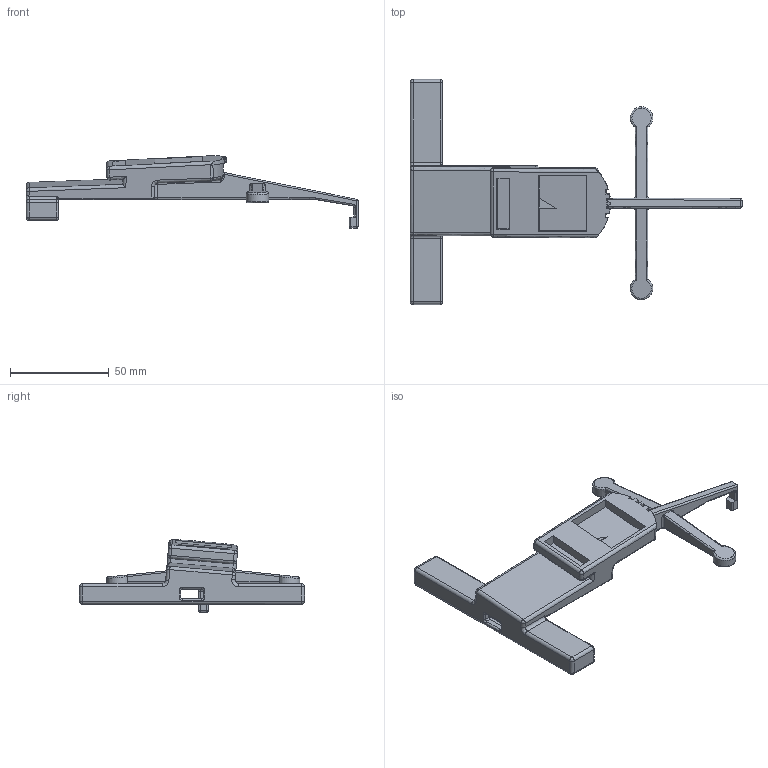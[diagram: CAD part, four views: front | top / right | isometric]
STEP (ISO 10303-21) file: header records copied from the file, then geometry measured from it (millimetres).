
FILE_DESCRIPTION(('FreeCAD Model'),'2;1');
FILE_NAME('Open CASCADE Shape Model','2025-05-03T21:47:45',('FreeCAD'),( 'FreeCAD'),'Open CASCADE STEP processor 7.6','FreeCAD','Unknown');
FILE_SCHEMA(('AUTOMOTIVE_DESIGN { 1 0 10303 214 1 1 1 1 }'));
Length unit declared in the file: millimetre
Products named in the file (1): Open CASCADE STEP translator 7.6 1
Bounding box: 167.75 x 113.73 x 36.83 mm (x, y, z)
Volume: 51340 mm3; surface area: 23600.5 mm2
Topology: 1 solids, 1 shells, 279 faces, 657 edges, 382 vertices
Faces by surface type: bspline 279
Entity records: 9186 total; most frequent: CARTESIAN_POINT 5494, ORIENTED_EDGE 1314, EDGE_CURVE 657, B_SPLINE_CURVE_WITH_KNOTS 397, VERTEX_POINT 382, FACE_BOUND 283, EDGE_LOOP 283, ADVANCED_FACE 279
